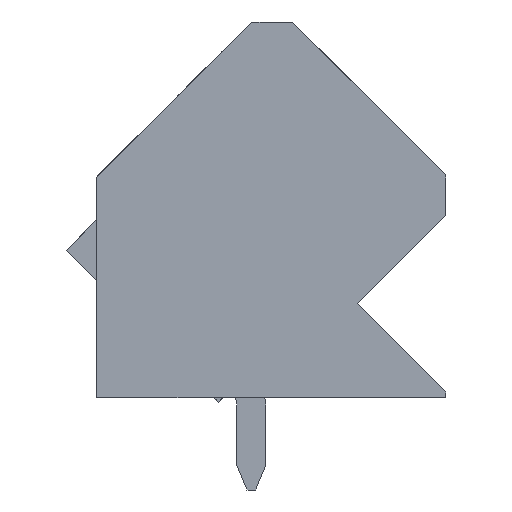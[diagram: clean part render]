
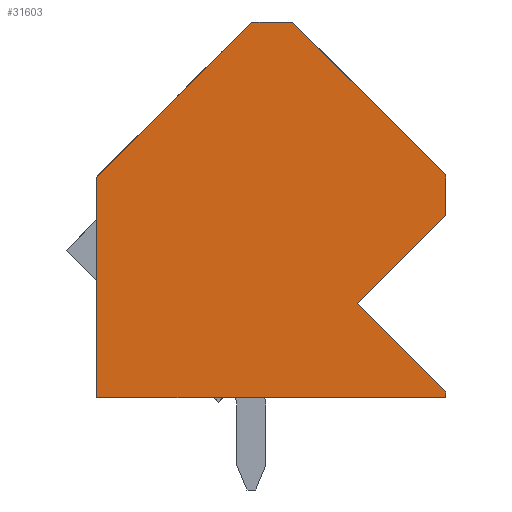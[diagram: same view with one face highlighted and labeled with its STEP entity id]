
A CAD part, left-side view. The second image highlights one B-rep face of the part: STEP entity #31603.
In plain terms, the highlighted planar face has unit normal (-1, 0, 0).
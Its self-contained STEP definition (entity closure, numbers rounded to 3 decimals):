
#31566=AXIS2_PLACEMENT_3D('Plane Axis2P3D',#31563,#31564,#31565) ;
#31412=CARTESIAN_POINT('Vertex',(0.,6.718,16.228)) ;
#31415=CARTESIAN_POINT('Line Origine',(0.,6.01,16.228)) ;
#31419=CARTESIAN_POINT('Vertex',(0.,5.303,16.228)) ;
#31455=CARTESIAN_POINT('Vertex',(0.,0.001,3.4)) ;
#31458=CARTESIAN_POINT('Line Origine',(0.,0.,3.3)) ;
#31462=CARTESIAN_POINT('Vertex',(0.,0.,3.2)) ;
#31488=CARTESIAN_POINT('Vertex',(0.,3.055,6.455)) ;
#31491=CARTESIAN_POINT('Line Origine',(0.,1.528,4.927)) ;
#31514=CARTESIAN_POINT('Vertex',(0.,0.,9.51)) ;
#31517=CARTESIAN_POINT('Line Origine',(0.,1.528,7.983)) ;
#31547=CARTESIAN_POINT('Vertex',(0.,0.,10.924)) ;
#31550=CARTESIAN_POINT('Line Origine',(0.,0.,10.217)) ;
#31563=CARTESIAN_POINT('Axis2P3D Location',(0.,0.,0.)) ;
#31568=CARTESIAN_POINT('Line Origine',(0.,9.405,13.54)) ;
#31572=CARTESIAN_POINT('Vertex',(0.,12.092,10.853)) ;
#31575=CARTESIAN_POINT('Line Origine',(0.,12.093,7.027)) ;
#31579=CARTESIAN_POINT('Vertex',(0.,12.093,3.2)) ;
#31582=CARTESIAN_POINT('Line Origine',(0.,6.046,3.2)) ;
#31587=CARTESIAN_POINT('Line Origine',(0.,2.652,13.576)) ;
#31416=DIRECTION('Vector Direction',(0.,-1.,0.)) ;
#31459=DIRECTION('Vector Direction',(0.,-0.004,-1.)) ;
#31492=DIRECTION('Vector Direction',(0.,-0.707,-0.707)) ;
#31518=DIRECTION('Vector Direction',(0.,0.707,-0.707)) ;
#31551=DIRECTION('Vector Direction',(0.,0.,-1.)) ;
#31564=DIRECTION('Axis2P3D Direction',(-1.,0.,0.)) ;
#31565=DIRECTION('Axis2P3D XDirection',(0.,0.,1.)) ;
#31569=DIRECTION('Vector Direction',(0.,-0.707,0.707)) ;
#31576=DIRECTION('Vector Direction',(0.,0.,1.)) ;
#31583=DIRECTION('Vector Direction',(0.,1.,0.)) ;
#31588=DIRECTION('Vector Direction',(0.,-0.707,-0.707)) ;
#31417=VECTOR('Line Direction',#31416,1.) ;
#31460=VECTOR('Line Direction',#31459,1.) ;
#31493=VECTOR('Line Direction',#31492,1.) ;
#31519=VECTOR('Line Direction',#31518,1.) ;
#31552=VECTOR('Line Direction',#31551,1.) ;
#31570=VECTOR('Line Direction',#31569,1.) ;
#31577=VECTOR('Line Direction',#31576,1.) ;
#31584=VECTOR('Line Direction',#31583,1.) ;
#31589=VECTOR('Line Direction',#31588,1.) ;
#31593=ORIENTED_EDGE('',*,*,#31421,.T.) ;
#31594=ORIENTED_EDGE('',*,*,#31574,.T.) ;
#31595=ORIENTED_EDGE('',*,*,#31581,.T.) ;
#31596=ORIENTED_EDGE('',*,*,#31586,.T.) ;
#31597=ORIENTED_EDGE('',*,*,#31464,.T.) ;
#31598=ORIENTED_EDGE('',*,*,#31495,.T.) ;
#31599=ORIENTED_EDGE('',*,*,#31521,.T.) ;
#31600=ORIENTED_EDGE('',*,*,#31554,.T.) ;
#31601=ORIENTED_EDGE('',*,*,#31591,.T.) ;
#31603=ADVANCED_FACE('HOUSING',(#31602),#31567,.T.) ;
#31421=EDGE_CURVE('',#31420,#31413,#31418,.F.) ;
#31464=EDGE_CURVE('',#31463,#31456,#31461,.F.) ;
#31495=EDGE_CURVE('',#31456,#31489,#31494,.F.) ;
#31521=EDGE_CURVE('',#31489,#31515,#31520,.F.) ;
#31554=EDGE_CURVE('',#31515,#31548,#31553,.F.) ;
#31574=EDGE_CURVE('',#31413,#31573,#31571,.F.) ;
#31581=EDGE_CURVE('',#31573,#31580,#31578,.F.) ;
#31586=EDGE_CURVE('',#31580,#31463,#31585,.F.) ;
#31591=EDGE_CURVE('',#31548,#31420,#31590,.F.) ;
#31592=EDGE_LOOP('',(#31593,#31594,#31595,#31596,#31597,#31598,#31599,#31600,#31601)) ;
#31602=FACE_OUTER_BOUND('',#31592,.T.) ;
#31418=LINE('Line',#31415,#31417) ;
#31461=LINE('Line',#31458,#31460) ;
#31494=LINE('Line',#31491,#31493) ;
#31520=LINE('Line',#31517,#31519) ;
#31553=LINE('Line',#31550,#31552) ;
#31571=LINE('Line',#31568,#31570) ;
#31578=LINE('Line',#31575,#31577) ;
#31585=LINE('Line',#31582,#31584) ;
#31590=LINE('Line',#31587,#31589) ;
#31567=PLANE('',#31566) ;
#31413=VERTEX_POINT('',#31412) ;
#31420=VERTEX_POINT('',#31419) ;
#31456=VERTEX_POINT('',#31455) ;
#31463=VERTEX_POINT('',#31462) ;
#31489=VERTEX_POINT('',#31488) ;
#31515=VERTEX_POINT('',#31514) ;
#31548=VERTEX_POINT('',#31547) ;
#31573=VERTEX_POINT('',#31572) ;
#31580=VERTEX_POINT('',#31579) ;
